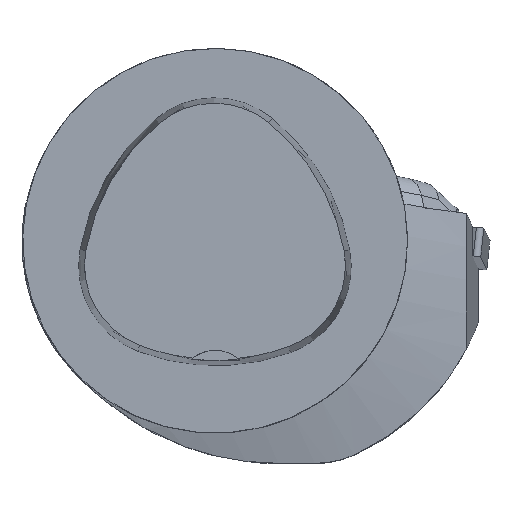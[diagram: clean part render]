
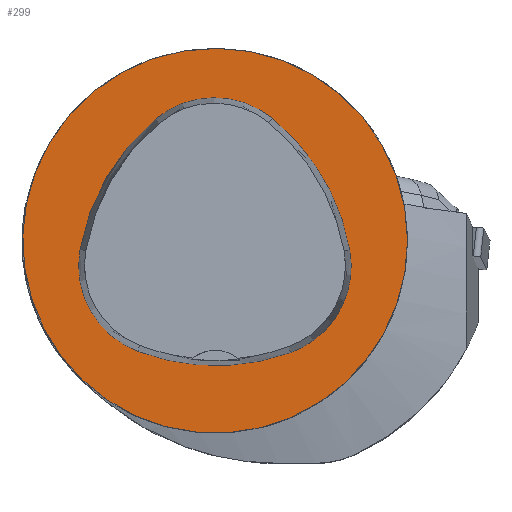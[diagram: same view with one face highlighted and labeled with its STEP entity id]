
A CAD part, top view. The second image highlights one B-rep face of the part: STEP entity #299.
In plain terms, the highlighted planar face has unit normal (0, 0, 1).
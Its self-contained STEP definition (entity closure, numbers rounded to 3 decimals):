
#299=ADVANCED_FACE('',(#694,#695),#373,.T.);
#373=PLANE('',#1819);
#694=FACE_BOUND('',#738,.T.);
#695=FACE_BOUND('',#739,.T.);
#738=EDGE_LOOP('',(#988,#989,#990,#991,#992,#993));
#739=EDGE_LOOP('',(#994));
#988=ORIENTED_EDGE('',*,*,#1540,.F.);
#989=ORIENTED_EDGE('',*,*,#1535,.F.);
#990=ORIENTED_EDGE('',*,*,#1530,.F.);
#991=ORIENTED_EDGE('',*,*,#1527,.F.);
#992=ORIENTED_EDGE('',*,*,#1524,.F.);
#993=ORIENTED_EDGE('',*,*,#1520,.F.);
#994=ORIENTED_EDGE('',*,*,#1511,.T.);
#1337=VERTEX_POINT('',#2655);
#1346=VERTEX_POINT('',#2674);
#1347=VERTEX_POINT('',#2675);
#1350=VERTEX_POINT('',#2683);
#1352=VERTEX_POINT('',#2689);
#1354=VERTEX_POINT('',#2695);
#1358=VERTEX_POINT('',#2708);
#1511=EDGE_CURVE('',#1337,#1337,#1652,.T.);
#1520=EDGE_CURVE('',#1346,#1347,#1653,.T.);
#1524=EDGE_CURVE('',#1347,#1350,#1655,.T.);
#1527=EDGE_CURVE('',#1350,#1352,#1657,.T.);
#1530=EDGE_CURVE('',#1352,#1354,#1659,.T.);
#1535=EDGE_CURVE('',#1354,#1358,#1662,.T.);
#1540=EDGE_CURVE('',#1358,#1346,#1665,.T.);
#1652=CIRCLE('',#1791,31.5);
#1653=CIRCLE('',#1797,36.);
#1655=CIRCLE('',#1800,15.);
#1657=CIRCLE('',#1803,36.);
#1659=CIRCLE('',#1806,15.);
#1662=CIRCLE('',#1810,36.);
#1665=CIRCLE('',#1814,15.);
#1791=AXIS2_PLACEMENT_3D('',#2654,#2073,#2074);
#1797=AXIS2_PLACEMENT_3D('',#2673,#2089,#2090);
#1800=AXIS2_PLACEMENT_3D('',#2682,#2097,#2098);
#1803=AXIS2_PLACEMENT_3D('',#2688,#2104,#2105);
#1806=AXIS2_PLACEMENT_3D('',#2694,#2111,#2112);
#1810=AXIS2_PLACEMENT_3D('',#2707,#2120,#2121);
#1814=AXIS2_PLACEMENT_3D('',#2720,#2129,#2130);
#1819=AXIS2_PLACEMENT_3D('',#2725,#2139,#2140);
#2073=DIRECTION('',(0.,0.,1.));
#2074=DIRECTION('',(1.,0.,0.));
#2089=DIRECTION('',(0.,0.,1.));
#2090=DIRECTION('',(1.,0.,0.));
#2097=DIRECTION('',(0.,0.,1.));
#2098=DIRECTION('',(1.,0.,0.));
#2104=DIRECTION('',(0.,0.,1.));
#2105=DIRECTION('',(1.,0.,0.));
#2111=DIRECTION('',(0.,0.,1.));
#2112=DIRECTION('',(1.,0.,0.));
#2120=DIRECTION('',(0.,0.,1.));
#2121=DIRECTION('',(1.,0.,0.));
#2129=DIRECTION('',(0.,0.,1.));
#2130=DIRECTION('',(1.,0.,0.));
#2139=DIRECTION('',(0.,0.,1.));
#2140=DIRECTION('',(-1.,0.,0.));
#2654=CARTESIAN_POINT('',(0.,0.,0.));
#2655=CARTESIAN_POINT('',(31.5,0.,0.));
#2673=CARTESIAN_POINT('',(-13.398,-7.893,0.));
#2674=CARTESIAN_POINT('',(22.041,-1.562,0.));
#2675=CARTESIAN_POINT('',(9.317,20.036,0.));
#2682=CARTESIAN_POINT('',(-0.148,8.399,0.));
#2683=CARTESIAN_POINT('',(-9.779,19.898,0.));
#2688=CARTESIAN_POINT('',(13.337,-7.7,0.));
#2689=CARTESIAN_POINT('',(-22.122,-1.48,0.));
#2694=CARTESIAN_POINT('',(-7.347,-4.071,0.));
#2695=CARTESIAN_POINT('',(-12.693,-18.087,0.));
#2707=CARTESIAN_POINT('',(0.137,15.55,0.));
#2708=CARTESIAN_POINT('',(12.373,-18.307,0.));
#2720=CARTESIAN_POINT('',(7.275,-4.2,0.));
#2725=CARTESIAN_POINT('',(0.,0.,0.));
